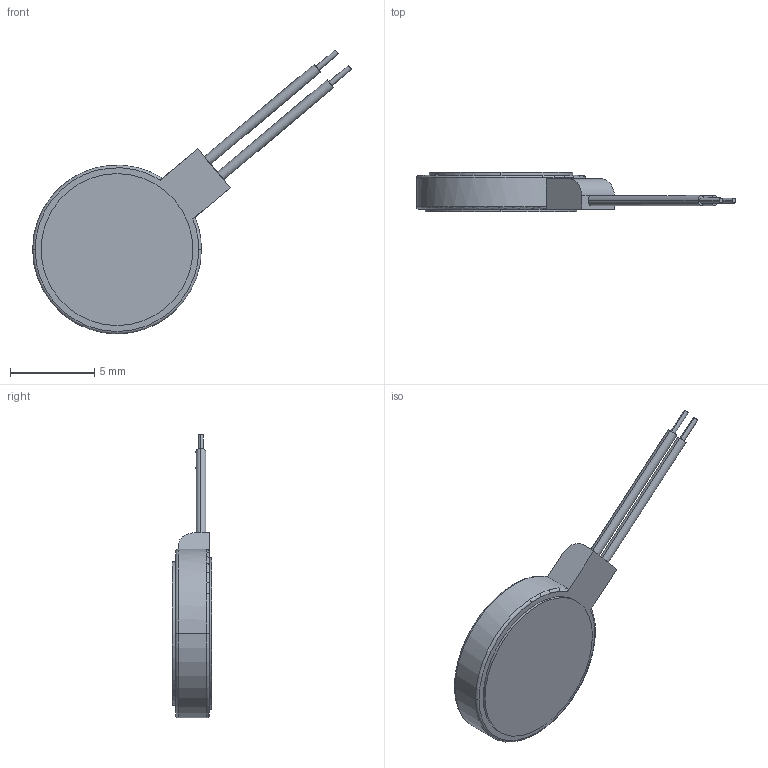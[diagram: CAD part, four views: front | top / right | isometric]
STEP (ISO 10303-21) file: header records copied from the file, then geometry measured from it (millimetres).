
FILE_DESCRIPTION((''),'2;1');
FILE_NAME('MOTOR__1027_1','2012-09-18T',('Administrator'),(''),'PRO/ENGINEER BY PARAMETRIC TECHNOLOGY CORPORATION, 2008230','PRO/ENGINEER BY PARAMETRIC TECHNOLOGY CORPORATION, 2008230','');
FILE_SCHEMA(('AUTOMOTIVE_DESIGN_CC2 { 1 2 10303 214 -1 1 5 2 }'));
Length unit declared in the file: millimetre
Products named in the file (1): MOTOR__1027_1
Bounding box: 18.89 x 2.35 x 16.82 mm (x, y, z)
Volume: 196 mm3; surface area: 284 mm2
Topology: 1 solids, 1 shells, 32 faces, 81 edges, 51 vertices
Faces by surface type: cylinder 15, plane 12, torus 5
Entity records: 1201 total; most frequent: DIRECTION 181, CARTESIAN_POINT 167, ORIENTED_EDGE 146, AXIS2_PLACEMENT_3D 77, EDGE_CURVE 73, VERTEX_POINT 47, CIRCLE 44, EDGE_LOOP 36
